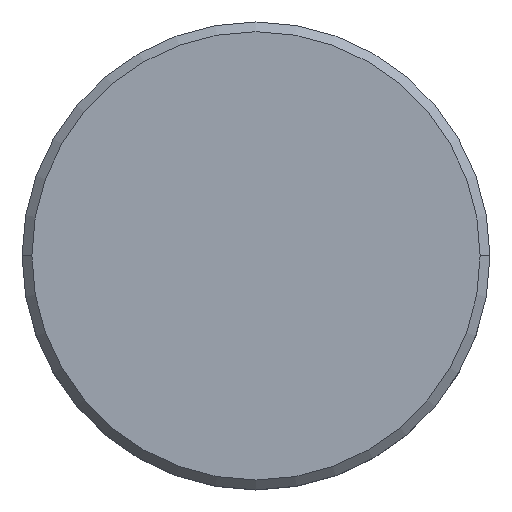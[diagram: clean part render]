
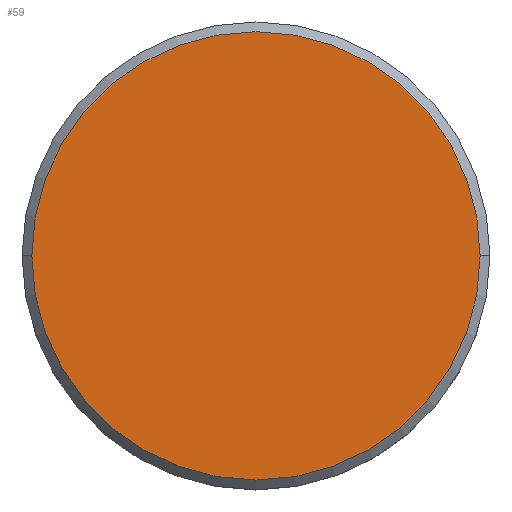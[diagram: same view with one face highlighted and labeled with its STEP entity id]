
A CAD part, top view. The second image highlights one B-rep face of the part: STEP entity #59.
In plain terms, the highlighted planar face has unit normal (0, 0, 1).
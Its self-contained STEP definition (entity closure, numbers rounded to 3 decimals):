
#33 = AXIS2_PLACEMENT_3D ( 'NONE', #313, #464, #472 ) ;
#41 = EDGE_CURVE ( 'NONE', #509, #353, #554, .T. ) ;
#55 = DIRECTION ( 'NONE',  ( 0., 0., 1. ) ) ;
#59 = ADVANCED_FACE ( 'NONE', ( #284 ), #478, .T. ) ;
#121 = AXIS2_PLACEMENT_3D ( 'NONE', #521, #385, #419 ) ;
#154 = ORIENTED_EDGE ( 'NONE', *, *, #216, .T. ) ;
#216 = EDGE_CURVE ( 'NONE', #353, #509, #466, .T. ) ;
#219 = CARTESIAN_POINT ( 'NONE',  ( 0., 0., 0. ) ) ;
#241 = DIRECTION ( 'NONE',  ( 1., 0., 0. ) ) ;
#284 = FACE_OUTER_BOUND ( 'NONE', #523, .T. ) ;
#313 = CARTESIAN_POINT ( 'NONE',  ( 0., 0., 0. ) ) ;
#353 = VERTEX_POINT ( 'NONE', #526 ) ;
#385 = DIRECTION ( 'NONE',  ( 0., 0., 1. ) ) ;
#419 = DIRECTION ( 'NONE',  ( 1., 0., 0. ) ) ;
#434 = AXIS2_PLACEMENT_3D ( 'NONE', #219, #55, #241 ) ;
#439 = ORIENTED_EDGE ( 'NONE', *, *, #41, .T. ) ;
#464 = DIRECTION ( 'NONE',  ( 0., 0., 1. ) ) ;
#466 = CIRCLE ( 'NONE', #434, 11.5 ) ;
#472 = DIRECTION ( 'NONE',  ( 1., 0., 0. ) ) ;
#478 = PLANE ( 'NONE',  #121 ) ;
#509 = VERTEX_POINT ( 'NONE', #586 ) ;
#521 = CARTESIAN_POINT ( 'NONE',  ( 0., 0., 0. ) ) ;
#523 = EDGE_LOOP ( 'NONE', ( #439, #154 ) ) ;
#526 = CARTESIAN_POINT ( 'NONE',  ( 11.5, 0., 0. ) ) ;
#554 = CIRCLE ( 'NONE', #33, 11.5 ) ;
#586 = CARTESIAN_POINT ( 'NONE',  ( -11.5, 0., 0. ) ) ;
